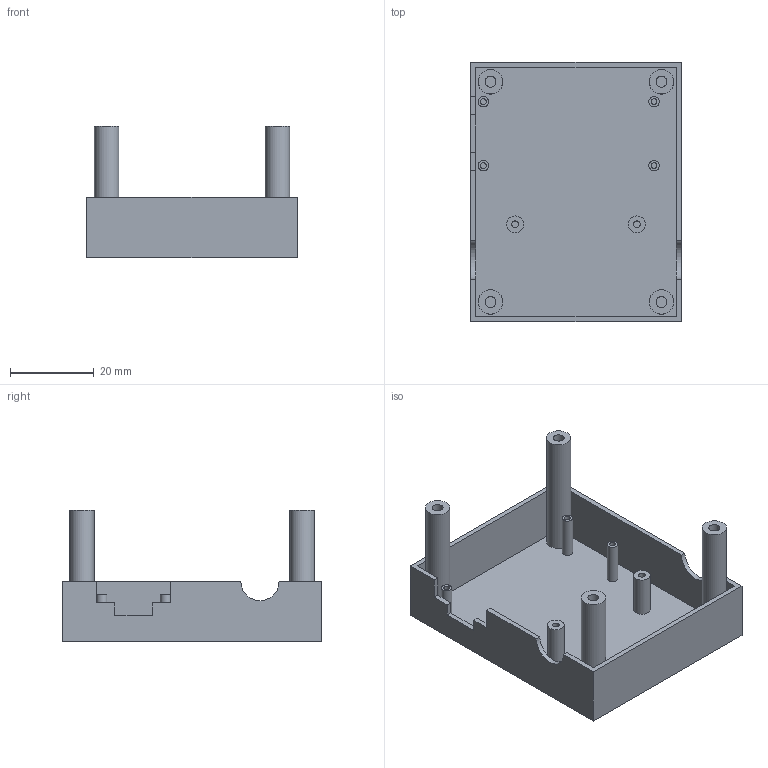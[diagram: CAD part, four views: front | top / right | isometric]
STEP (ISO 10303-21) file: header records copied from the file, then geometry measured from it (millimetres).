
FILE_DESCRIPTION(/* description */ (''),/* implementation_level */ '2;1');
FILE_NAME(/* name */ 'LG16-1000D Sensirion Housing With Arduino Nano V3 v30 Bottom Housing.step',/* time_stamp */ '2024-07-25T16:29:11-07:00',/* author */ (''),/* organization */ (''),/* preprocessor_version */ 'ST-DEVELOPER v20',/* originating_system */ 'Autodesk Translation Framework v13.14.0.145',/* authorisation */ '');
FILE_SCHEMA (('AUTOMOTIVE_DESIGN { 1 0 10303 214 3 1 1 }'));
Length unit declared in the file: millimetre
Products named in the file (1): LG16-1000D Sensirion Housing With Arduino Nano V3
Bounding box: 50.06 x 61.8 x 31.38 mm (x, y, z)
Volume: 9850.7 mm3; surface area: 15921.8 mm2
Topology: 1 solids, 1 shells, 62 faces, 120 edges, 80 vertices
Faces by surface type: plane 40, cylinder 22
Full cylindrical faces by diameter (mm): 1.4 x4, 1.6 x2, 2.5 x4, 2.6 x4, 4 x2, 5.8 x4
Entity records: 1610 total; most frequent: DIRECTION 290, CARTESIAN_POINT 263, ORIENTED_EDGE 240, EDGE_CURVE 120, AXIS2_PLACEMENT_3D 107, EDGE_LOOP 82, VERTEX_POINT 80, LINE 76
